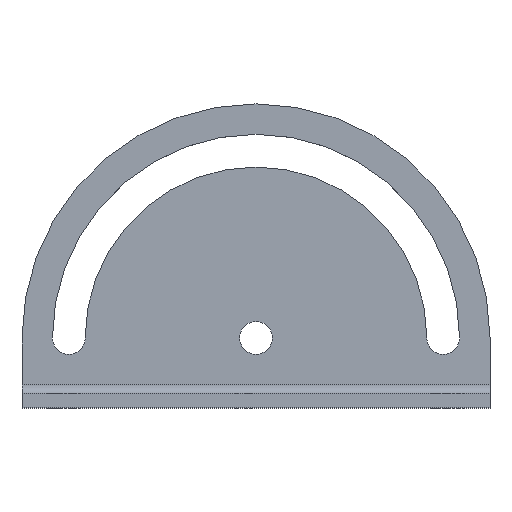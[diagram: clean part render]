
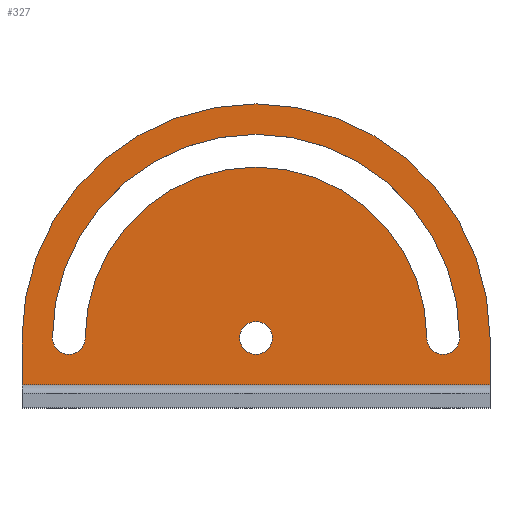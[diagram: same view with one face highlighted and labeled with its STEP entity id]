
A CAD part, top view. The second image highlights one B-rep face of the part: STEP entity #327.
In plain terms, the highlighted planar face has unit normal (0, 0, 1).
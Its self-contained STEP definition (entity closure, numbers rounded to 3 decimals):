
#15=FACE_BOUND('',#58,.T.);
#16=FACE_BOUND('',#59,.T.);
#25=PLANE('',#384);
#40=FACE_OUTER_BOUND('',#57,.T.);
#57=EDGE_LOOP('',(#265,#266,#267,#268));
#58=EDGE_LOOP('',(#269,#270,#271,#272));
#59=EDGE_LOOP('',(#273));
#78=LINE('',#522,#103);
#86=LINE('',#547,#111);
#91=LINE('',#573,#116);
#103=VECTOR('',#421,1000.);
#111=VECTOR('',#443,1000.);
#116=VECTOR('',#474,1000.);
#126=CIRCLE('',#361,3.5);
#131=CIRCLE('',#368,50.);
#135=CIRCLE('',#374,3.5);
#137=CIRCLE('',#377,36.5);
#139=CIRCLE('',#380,3.5);
#141=CIRCLE('',#383,43.5);
#146=VERTEX_POINT('',#506);
#152=VERTEX_POINT('',#519);
#153=VERTEX_POINT('',#521);
#157=VERTEX_POINT('',#531);
#163=VERTEX_POINT('',#545);
#166=VERTEX_POINT('',#552);
#167=VERTEX_POINT('',#554);
#169=VERTEX_POINT('',#560);
#171=VERTEX_POINT('',#566);
#178=EDGE_CURVE('',#146,#146,#126,.T.);
#185=EDGE_CURVE('',#152,#153,#78,.T.);
#191=EDGE_CURVE('',#152,#157,#131,.T.);
#198=EDGE_CURVE('',#163,#157,#86,.T.);
#201=EDGE_CURVE('',#166,#167,#135,.T.);
#205=EDGE_CURVE('',#166,#169,#137,.T.);
#208=EDGE_CURVE('',#171,#169,#139,.T.);
#210=EDGE_CURVE('',#167,#171,#141,.T.);
#211=EDGE_CURVE('',#163,#153,#91,.T.);
#265=ORIENTED_EDGE('',*,*,#198,.F.);
#266=ORIENTED_EDGE('',*,*,#211,.T.);
#267=ORIENTED_EDGE('',*,*,#185,.F.);
#268=ORIENTED_EDGE('',*,*,#191,.T.);
#269=ORIENTED_EDGE('',*,*,#201,.F.);
#270=ORIENTED_EDGE('',*,*,#205,.T.);
#271=ORIENTED_EDGE('',*,*,#208,.F.);
#272=ORIENTED_EDGE('',*,*,#210,.F.);
#273=ORIENTED_EDGE('',*,*,#178,.F.);
#327=ADVANCED_FACE('',(#40,#15,#16),#25,.T.);
#361=AXIS2_PLACEMENT_3D('',#507,#409,#410);
#368=AXIS2_PLACEMENT_3D('',#533,#431,#432);
#374=AXIS2_PLACEMENT_3D('',#555,#449,#450);
#377=AXIS2_PLACEMENT_3D('',#562,#457,#458);
#380=AXIS2_PLACEMENT_3D('',#568,#464,#465);
#383=AXIS2_PLACEMENT_3D('',#571,#470,#471);
#384=AXIS2_PLACEMENT_3D('',#572,#472,#473);
#409=DIRECTION('center_axis',(0.,0.,1.));
#410=DIRECTION('ref_axis',(1.,0.,0.));
#421=DIRECTION('',(0.,-1.,0.));
#431=DIRECTION('center_axis',(0.,0.,1.));
#432=DIRECTION('ref_axis',(1.,0.,0.));
#443=DIRECTION('',(0.,1.,0.));
#449=DIRECTION('center_axis',(0.,0.,1.));
#450=DIRECTION('ref_axis',(1.,0.,0.));
#457=DIRECTION('center_axis',(0.,0.,1.));
#458=DIRECTION('ref_axis',(1.,0.,0.));
#464=DIRECTION('center_axis',(0.,0.,1.));
#465=DIRECTION('ref_axis',(1.,0.,0.));
#470=DIRECTION('center_axis',(0.,0.,1.));
#471=DIRECTION('ref_axis',(1.,0.,0.));
#472=DIRECTION('center_axis',(0.,0.,1.));
#473=DIRECTION('ref_axis',(1.,0.,0.));
#474=DIRECTION('',(1.,0.,0.));
#506=CARTESIAN_POINT('',(641.363,70.139,3.));
#507=CARTESIAN_POINT('Origin',(637.863,70.139,3.));
#519=CARTESIAN_POINT('',(687.863,70.139,3.));
#521=CARTESIAN_POINT('',(687.863,60.139,3.));
#522=CARTESIAN_POINT('',(687.863,-5.272,3.));
#531=CARTESIAN_POINT('',(587.863,70.139,3.));
#533=CARTESIAN_POINT('Origin',(637.863,70.139,3.));
#545=CARTESIAN_POINT('',(587.863,60.139,3.));
#547=CARTESIAN_POINT('',(587.863,-5.272,3.));
#552=CARTESIAN_POINT('',(674.363,70.139,3.));
#554=CARTESIAN_POINT('',(681.363,70.139,3.));
#555=CARTESIAN_POINT('Origin',(677.863,70.139,3.));
#560=CARTESIAN_POINT('',(601.363,70.139,3.));
#562=CARTESIAN_POINT('Origin',(637.863,70.139,3.));
#566=CARTESIAN_POINT('',(594.363,70.139,3.));
#568=CARTESIAN_POINT('Origin',(597.863,70.139,3.));
#571=CARTESIAN_POINT('Origin',(637.863,70.139,3.));
#572=CARTESIAN_POINT('Origin',(637.863,-5.272,3.));
#573=CARTESIAN_POINT('',(687.863,60.139,3.));
